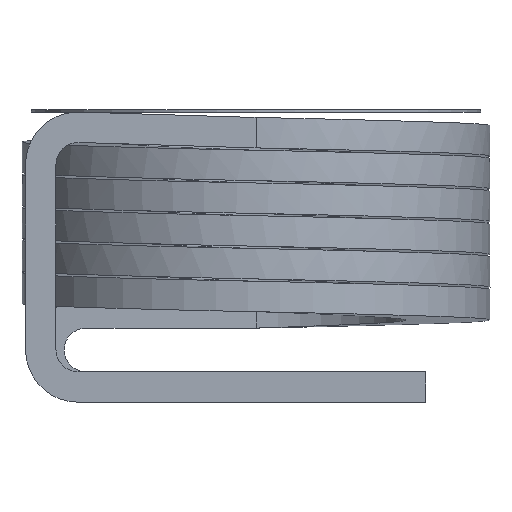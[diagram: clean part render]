
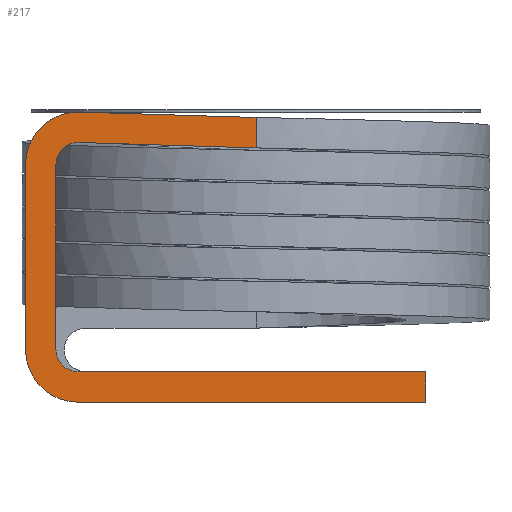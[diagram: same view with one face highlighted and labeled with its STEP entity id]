
A CAD part, left-side view. The second image highlights one B-rep face of the part: STEP entity #217.
In plain terms, the highlighted planar face has unit normal (-1, 0, 0).
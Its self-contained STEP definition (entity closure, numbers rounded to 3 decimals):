
#217 = ADVANCED_FACE( '', ( #480 ), #481, .F. );
#480 = FACE_OUTER_BOUND( '', #966, .T. );
#481 = PLANE( '', #967 );
#966 = EDGE_LOOP( '', ( #1640, #1641, #1642, #1643, #1644, #1645, #1646, #1647, #1648, #1649, #1650, #1651 ) );
#967 = AXIS2_PLACEMENT_3D( '', #1652, #1653, #1654 );
#1640 = ORIENTED_EDGE( '', *, *, #2629, .F. );
#1641 = ORIENTED_EDGE( '', *, *, #2630, .T. );
#1642 = ORIENTED_EDGE( '', *, *, #2631, .T. );
#1643 = ORIENTED_EDGE( '', *, *, #2531, .F. );
#1644 = ORIENTED_EDGE( '', *, *, #2632, .F. );
#1645 = ORIENTED_EDGE( '', *, *, #2633, .F. );
#1646 = ORIENTED_EDGE( '', *, *, #2634, .F. );
#1647 = ORIENTED_EDGE( '', *, *, #2635, .T. );
#1648 = ORIENTED_EDGE( '', *, *, #2636, .T. );
#1649 = ORIENTED_EDGE( '', *, *, #2637, .T. );
#1650 = ORIENTED_EDGE( '', *, *, #2638, .T. );
#1651 = ORIENTED_EDGE( '', *, *, #2639, .T. );
#1652 = CARTESIAN_POINT( '', ( -5., 0., 3.525 ) );
#1653 = DIRECTION( '', ( 1., 0., 0. ) );
#1654 = DIRECTION( '', ( 0., 0., -1. ) );
#2531 = EDGE_CURVE( '', #2910, #2906, #2912, .T. );
#2629 = EDGE_CURVE( '', #3068, #3082, #3083, .T. );
#2630 = EDGE_CURVE( '', #3068, #3084, #3085, .T. );
#2631 = EDGE_CURVE( '', #3084, #2906, #3086, .T. );
#2632 = EDGE_CURVE( '', #3087, #2910, #3088, .T. );
#2633 = EDGE_CURVE( '', #3089, #3087, #3090, .T. );
#2634 = EDGE_CURVE( '', #3091, #3089, #3092, .T. );
#2635 = EDGE_CURVE( '', #3091, #3093, #3094, .F. );
#2636 = EDGE_CURVE( '', #3093, #3095, #3096, .T. );
#2637 = EDGE_CURVE( '', #3095, #3097, #3098, .T. );
#2638 = EDGE_CURVE( '', #3097, #3099, #3100, .T. );
#2639 = EDGE_CURVE( '', #3099, #3082, #3101, .T. );
#2906 = VERTEX_POINT( '', #3547 );
#2910 = VERTEX_POINT( '', #3552 );
#2912 = CIRCLE( '', #3555, 1.125 );
#3068 = VERTEX_POINT( '', #3913 );
#3082 = VERTEX_POINT( '', #4088 );
#3083 = LINE( '', #4089, #4090 );
#3084 = VERTEX_POINT( '', #4091 );
#3085 = LINE( '', #4092, #4093 );
#3086 = LINE( '', #4094, #4095 );
#3087 = VERTEX_POINT( '', #4096 );
#3088 = LINE( '', #4097, #4098 );
#3089 = VERTEX_POINT( '', #4099 );
#3090 = CIRCLE( '', #4100, 1.125 );
#3091 = VERTEX_POINT( '', #4101 );
#3092 = LINE( '', #4102, #4103 );
#3093 = VERTEX_POINT( '', #4104 );
#3094 = LINE( '', #4105, #4106 );
#3095 = VERTEX_POINT( '', #4107 );
#3096 = LINE( '', #4108, #4109 );
#3097 = VERTEX_POINT( '', #4110 );
#3098 = CIRCLE( '', #4111, 0.475 );
#3099 = VERTEX_POINT( '', #4112 );
#3100 = LINE( '', #4113, #4114 );
#3101 = CIRCLE( '', #4115, 0.475 );
#3547 = CARTESIAN_POINT( '', ( -5., 3.775, 4.29 ) );
#3552 = CARTESIAN_POINT( '', ( -5., 4.925, 3.166 ) );
#3555 = AXIS2_PLACEMENT_3D( '', #5023, #5024, #5025 );
#3913 = CARTESIAN_POINT( '', ( -5., 0., 3.525 ) );
#4088 = CARTESIAN_POINT( '', ( -5., 3.781, 3.64 ) );
#4089 = CARTESIAN_POINT( '', ( -5., 0., 3.525 ) );
#4090 = VECTOR( '', #5060, 1000. );
#4091 = CARTESIAN_POINT( '', ( -5., 0., 4.175 ) );
#4092 = CARTESIAN_POINT( '', ( -5., 0., 3.525 ) );
#4093 = VECTOR( '', #5061, 1000. );
#4094 = CARTESIAN_POINT( '', ( -5., 0., 4.175 ) );
#4095 = VECTOR( '', #5062, 1000. );
#4096 = CARTESIAN_POINT( '', ( -5., 4.925, -0.785 ) );
#4097 = CARTESIAN_POINT( '', ( -5., 4.925, -0.785 ) );
#4098 = VECTOR( '', #5063, 1000. );
#4099 = CARTESIAN_POINT( '', ( -5., 3.8, -1.91 ) );
#4100 = AXIS2_PLACEMENT_3D( '', #5064, #5065, #5066 );
#4101 = CARTESIAN_POINT( '', ( -5., -3.625, -1.91 ) );
#4102 = CARTESIAN_POINT( '', ( -5., -3.625, -1.91 ) );
#4103 = VECTOR( '', #5067, 1000. );
#4104 = CARTESIAN_POINT( '', ( -5., -3.625, -1.26 ) );
#4105 = CARTESIAN_POINT( '', ( -5., -3.625, -1.26 ) );
#4106 = VECTOR( '', #5068, 1000. );
#4107 = CARTESIAN_POINT( '', ( -5., 3.8, -1.26 ) );
#4108 = CARTESIAN_POINT( '', ( -5., -3.625, -1.26 ) );
#4109 = VECTOR( '', #5069, 1000. );
#4110 = CARTESIAN_POINT( '', ( -5., 4.275, -0.785 ) );
#4111 = AXIS2_PLACEMENT_3D( '', #5070, #5071, #5072 );
#4112 = CARTESIAN_POINT( '', ( -5., 4.275, 3.166 ) );
#4113 = CARTESIAN_POINT( '', ( -5., 4.275, -0.785 ) );
#4114 = VECTOR( '', #5073, 1000. );
#4115 = AXIS2_PLACEMENT_3D( '', #5074, #5075, #5076 );
#5023 = CARTESIAN_POINT( '', ( -5., 3.8, 3.166 ) );
#5024 = DIRECTION( '', ( 1., 0., 0. ) );
#5025 = DIRECTION( '', ( 0., 1., 0. ) );
#5060 = DIRECTION( '', ( 0., 1., 0.031 ) );
#5061 = DIRECTION( '', ( 0., 0., 1. ) );
#5062 = DIRECTION( '', ( 0., 1., 0.031 ) );
#5063 = DIRECTION( '', ( 0., 0., 1. ) );
#5064 = CARTESIAN_POINT( '', ( -5., 3.8, -0.785 ) );
#5065 = DIRECTION( '', ( 1., 0., 0. ) );
#5066 = DIRECTION( '', ( 0., 0., -1. ) );
#5067 = DIRECTION( '', ( 0., 1., 0. ) );
#5068 = DIRECTION( '', ( 0., 0., -1. ) );
#5069 = DIRECTION( '', ( 0., 1., 0. ) );
#5070 = CARTESIAN_POINT( '', ( -5., 3.8, -0.785 ) );
#5071 = DIRECTION( '', ( 1., 0., 0. ) );
#5072 = DIRECTION( '', ( 0., 0., -1. ) );
#5073 = DIRECTION( '', ( 0., 0., 1. ) );
#5074 = CARTESIAN_POINT( '', ( -5., 3.8, 3.166 ) );
#5075 = DIRECTION( '', ( 1., 0., 0. ) );
#5076 = DIRECTION( '', ( 0., 1., 0. ) );
